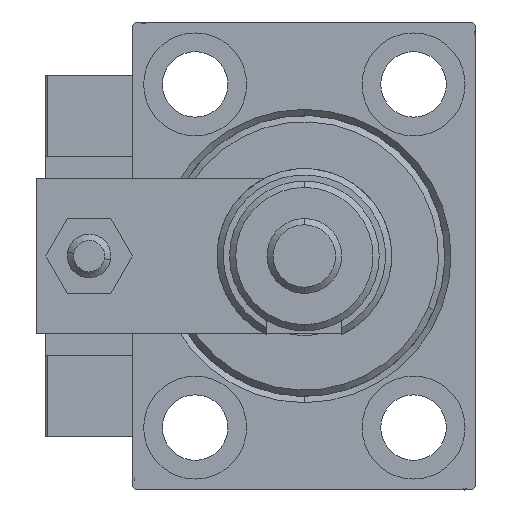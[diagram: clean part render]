
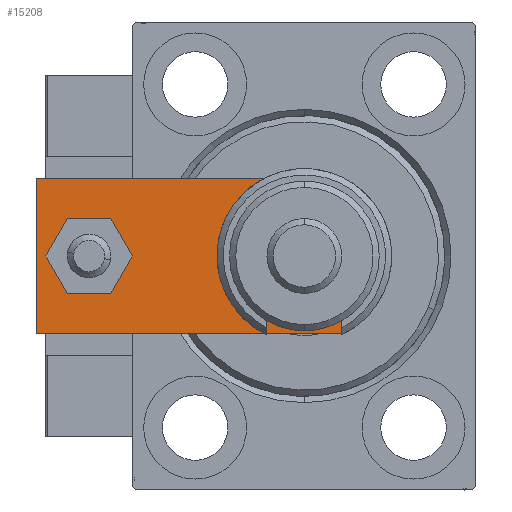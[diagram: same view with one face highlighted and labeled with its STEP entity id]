
A CAD part, left-side view. The second image highlights one B-rep face of the part: STEP entity #15208.
In plain terms, the highlighted face is planar.
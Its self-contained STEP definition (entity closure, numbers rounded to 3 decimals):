
#70 = FACE_OUTER_BOUND ( 'NONE', #18377, .T. ) ;
#1208 = VERTEX_POINT ( 'NONE', #43796 ) ;
#1751 = VERTEX_POINT ( 'NONE', #18056 ) ;
#1993 = AXIS2_PLACEMENT_3D ( 'NONE', #16647, #21269, #37853 ) ;
#2520 = EDGE_CURVE ( 'NONE', #10111, #50415, #3484, .T. ) ;
#3484 = LINE ( 'NONE', #36650, #43790 ) ;
#3683 = CARTESIAN_POINT ( 'NONE',  ( 6.84, 0., 6. ) ) ;
#3870 = EDGE_CURVE ( 'NONE', #53477, #1751, #35042, .T. ) ;
#3899 = DIRECTION ( 'NONE',  ( 0., 0., 1. ) ) ;
#3969 = AXIS2_PLACEMENT_3D ( 'NONE', #3987, #49954, #20580 ) ;
#3987 = CARTESIAN_POINT ( 'NONE',  ( 0., 46.5, 6. ) ) ;
#4504 = ORIENTED_EDGE ( 'NONE', *, *, #5166, .F. ) ;
#4641 = CARTESIAN_POINT ( 'NONE',  ( -12.5, 0., 6. ) ) ;
#5142 = DIRECTION ( 'NONE',  ( 1., 0., 0. ) ) ;
#5166 = EDGE_CURVE ( 'NONE', #16995, #1208, #27416, .T. ) ;
#5621 = AXIS2_PLACEMENT_3D ( 'NONE', #11787, #3899, #28397 ) ;
#5732 = AXIS2_PLACEMENT_3D ( 'NONE', #9215, #35004, #5142 ) ;
#6368 = ORIENTED_EDGE ( 'NONE', *, *, #48746, .F. ) ;
#6637 = CARTESIAN_POINT ( 'NONE',  ( -8.25, 12., 6. ) ) ;
#8673 = ORIENTED_EDGE ( 'NONE', *, *, #53354, .T. ) ;
#9215 = CARTESIAN_POINT ( 'NONE',  ( 0., 46.5, 6. ) ) ;
#10111 = VERTEX_POINT ( 'NONE', #36735 ) ;
#10859 = VECTOR ( 'NONE', #51642, 1000. ) ;
#11223 = VERTEX_POINT ( 'NONE', #34334 ) ;
#11787 = CARTESIAN_POINT ( 'NONE',  ( 0., 12., 6. ) ) ;
#12371 = ORIENTED_EDGE ( 'NONE', *, *, #32170, .T. ) ;
#12632 = EDGE_CURVE ( 'NONE', #1751, #31596, #39879, .T. ) ;
#12825 = FACE_BOUND ( 'NONE', #32370, .T. ) ;
#14111 = LINE ( 'NONE', #4641, #16375 ) ;
#14685 = VECTOR ( 'NONE', #34174, 1000. ) ;
#15208 = ADVANCED_FACE ( 'NONE', ( #45480, #70, #12825 ), #24541, .T. ) ;
#16375 = VECTOR ( 'NONE', #37818, 1000. ) ;
#16458 = CIRCLE ( 'NONE', #46854, 8.25 ) ;
#16647 = CARTESIAN_POINT ( 'NONE',  ( 0., 0., 6. ) ) ;
#16995 = VERTEX_POINT ( 'NONE', #23553 ) ;
#18056 = CARTESIAN_POINT ( 'NONE',  ( 12.5, 55., 6. ) ) ;
#18134 = CARTESIAN_POINT ( 'NONE',  ( -12.5, 55., 6. ) ) ;
#18165 = VECTOR ( 'NONE', #27632, 1000. ) ;
#18377 = EDGE_LOOP ( 'NONE', ( #12371, #53133, #8673, #27013, #43531, #38720 ) ) ;
#19019 = CARTESIAN_POINT ( 'NONE',  ( 12.5, 0., 6. ) ) ;
#20019 = VERTEX_POINT ( 'NONE', #3683 ) ;
#20580 = DIRECTION ( 'NONE',  ( 1., 0., 0. ) ) ;
#21269 = DIRECTION ( 'NONE',  ( 0., 0., 1. ) ) ;
#21754 = EDGE_CURVE ( 'NONE', #11223, #50625, #45587, .T. ) ;
#21772 = DIRECTION ( 'NONE',  ( 0., 0., 1. ) ) ;
#22822 = CARTESIAN_POINT ( 'NONE',  ( 12.5, 5.66, 6. ) ) ;
#23006 = LINE ( 'NONE', #48564, #18165 ) ;
#23553 = CARTESIAN_POINT ( 'NONE',  ( 4., 46.5, 6. ) ) ;
#24541 = PLANE ( 'NONE',  #1993 ) ;
#25248 = EDGE_LOOP ( 'NONE', ( #6368, #4504 ) ) ;
#27013 = ORIENTED_EDGE ( 'NONE', *, *, #32344, .T. ) ;
#27416 = CIRCLE ( 'NONE', #3969, 4. ) ;
#27632 = DIRECTION ( 'NONE',  ( 0.707, 0.707, 0. ) ) ;
#28397 = DIRECTION ( 'NONE',  ( 1., 0., 0. ) ) ;
#29671 = CARTESIAN_POINT ( 'NONE',  ( 0., 12., 6. ) ) ;
#30379 = LINE ( 'NONE', #18134, #14685 ) ;
#31596 = VERTEX_POINT ( 'NONE', #32905 ) ;
#32170 = EDGE_CURVE ( 'NONE', #31596, #10111, #30379, .T. ) ;
#32344 = EDGE_CURVE ( 'NONE', #20019, #53477, #23006, .T. ) ;
#32370 = EDGE_LOOP ( 'NONE', ( #45616, #34185 ) ) ;
#32726 = EDGE_CURVE ( 'NONE', #50625, #11223, #16458, .T. ) ;
#32905 = CARTESIAN_POINT ( 'NONE',  ( -12.5, 55., 6. ) ) ;
#34174 = DIRECTION ( 'NONE',  ( 0., -1., 0. ) ) ;
#34185 = ORIENTED_EDGE ( 'NONE', *, *, #21754, .F. ) ;
#34334 = CARTESIAN_POINT ( 'NONE',  ( 8.25, 12., 6. ) ) ;
#35004 = DIRECTION ( 'NONE',  ( 0., 0., 1. ) ) ;
#35042 = LINE ( 'NONE', #19019, #10859 ) ;
#36650 = CARTESIAN_POINT ( 'NONE',  ( -3.42, -3.42, 6. ) ) ;
#36735 = CARTESIAN_POINT ( 'NONE',  ( -12.5, 5.66, 6. ) ) ;
#37548 = DIRECTION ( 'NONE',  ( 1., 0., 0. ) ) ;
#37818 = DIRECTION ( 'NONE',  ( 1., 0., 0. ) ) ;
#37853 = DIRECTION ( 'NONE',  ( 1., 0., 0. ) ) ;
#38720 = ORIENTED_EDGE ( 'NONE', *, *, #12632, .T. ) ;
#39879 = LINE ( 'NONE', #52919, #52278 ) ;
#40142 = DIRECTION ( 'NONE',  ( -1., 0., 0. ) ) ;
#43531 = ORIENTED_EDGE ( 'NONE', *, *, #3870, .T. ) ;
#43790 = VECTOR ( 'NONE', #53242, 1000. ) ;
#43796 = CARTESIAN_POINT ( 'NONE',  ( -4., 46.5, 6. ) ) ;
#43971 = CARTESIAN_POINT ( 'NONE',  ( -6.84, 0., 6. ) ) ;
#45480 = FACE_BOUND ( 'NONE', #25248, .T. ) ;
#45587 = CIRCLE ( 'NONE', #5621, 8.25 ) ;
#45616 = ORIENTED_EDGE ( 'NONE', *, *, #32726, .F. ) ;
#46854 = AXIS2_PLACEMENT_3D ( 'NONE', #29671, #21772, #37548 ) ;
#48564 = CARTESIAN_POINT ( 'NONE',  ( 3.42, -3.42, 6. ) ) ;
#48746 = EDGE_CURVE ( 'NONE', #1208, #16995, #51766, .T. ) ;
#49954 = DIRECTION ( 'NONE',  ( 0., 0., 1. ) ) ;
#50415 = VERTEX_POINT ( 'NONE', #43971 ) ;
#50625 = VERTEX_POINT ( 'NONE', #6637 ) ;
#51642 = DIRECTION ( 'NONE',  ( 0., 1., 0. ) ) ;
#51766 = CIRCLE ( 'NONE', #5732, 4. ) ;
#52278 = VECTOR ( 'NONE', #40142, 1000. ) ;
#52919 = CARTESIAN_POINT ( 'NONE',  ( 12.5, 55., 6. ) ) ;
#53133 = ORIENTED_EDGE ( 'NONE', *, *, #2520, .T. ) ;
#53242 = DIRECTION ( 'NONE',  ( 0.707, -0.707, 0. ) ) ;
#53354 = EDGE_CURVE ( 'NONE', #50415, #20019, #14111, .T. ) ;
#53477 = VERTEX_POINT ( 'NONE', #22822 ) ;
